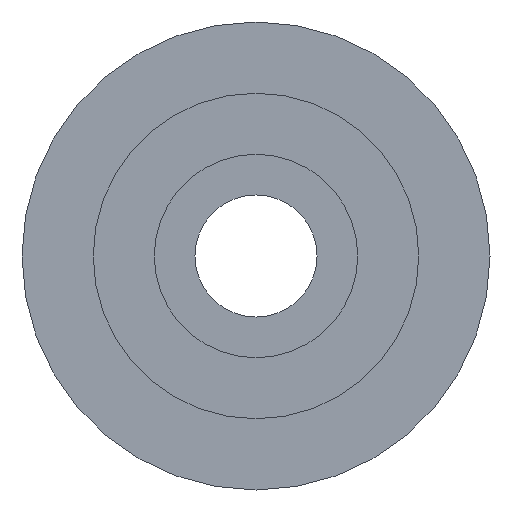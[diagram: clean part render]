
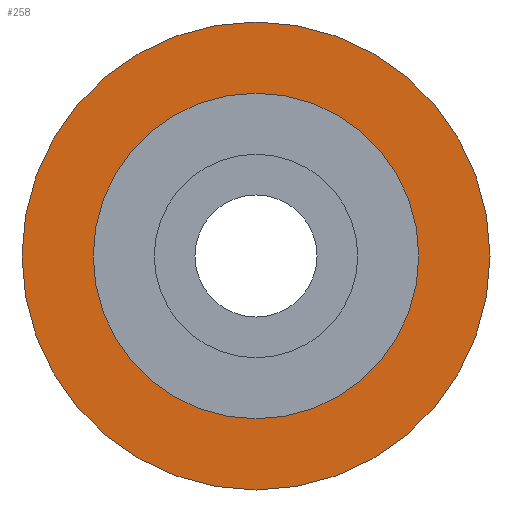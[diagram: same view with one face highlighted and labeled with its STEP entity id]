
A CAD part, front view. The second image highlights one B-rep face of the part: STEP entity #258.
In plain terms, the highlighted planar face has unit normal (0, -1, 0).
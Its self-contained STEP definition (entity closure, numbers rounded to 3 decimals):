
#7 = CARTESIAN_POINT ( 'NONE',  ( 0., 0., 0. ) ) ;
#12 = CARTESIAN_POINT ( 'NONE',  ( 0., 0., 5.75 ) ) ;
#40 = DIRECTION ( 'NONE',  ( 0., 0., -1. ) ) ;
#65 = CARTESIAN_POINT ( 'NONE',  ( 0., 0., -4. ) ) ;
#68 = ORIENTED_EDGE ( 'NONE', *, *, #630, .T. ) ;
#117 = CARTESIAN_POINT ( 'NONE',  ( 0., 0., 4. ) ) ;
#126 = CARTESIAN_POINT ( 'NONE',  ( 0., 0., 0. ) ) ;
#127 = CIRCLE ( 'NONE', #510, 4. ) ;
#134 = DIRECTION ( 'NONE',  ( 0., -1., 0. ) ) ;
#136 = CARTESIAN_POINT ( 'NONE',  ( 0., 0., 0. ) ) ;
#147 = VERTEX_POINT ( 'NONE', #117 ) ;
#166 = DIRECTION ( 'NONE',  ( 0., 0., -1. ) ) ;
#180 = VERTEX_POINT ( 'NONE', #65 ) ;
#182 = DIRECTION ( 'NONE',  ( 0., 0., -1. ) ) ;
#195 = EDGE_LOOP ( 'NONE', ( #68, #290 ) ) ;
#207 = EDGE_LOOP ( 'NONE', ( #314, #221 ) ) ;
#215 = FACE_BOUND ( 'NONE', #207, .T. ) ;
#221 = ORIENTED_EDGE ( 'NONE', *, *, #629, .F. ) ;
#243 = CARTESIAN_POINT ( 'NONE',  ( 0., 0., -5.75 ) ) ;
#258 = ADVANCED_FACE ( 'NONE', ( #301, #215 ), #428, .T. ) ;
#271 = CIRCLE ( 'NONE', #518, 5.75 ) ;
#290 = ORIENTED_EDGE ( 'NONE', *, *, #617, .T. ) ;
#298 = DIRECTION ( 'NONE',  ( 0., -1., 0. ) ) ;
#301 = FACE_OUTER_BOUND ( 'NONE', #195, .T. ) ;
#314 = ORIENTED_EDGE ( 'NONE', *, *, #618, .F. ) ;
#372 = CARTESIAN_POINT ( 'NONE',  ( 0., 0., 0. ) ) ;
#385 = DIRECTION ( 'NONE',  ( 0., -1., 0. ) ) ;
#386 = DIRECTION ( 'NONE',  ( 0., 0., -1. ) ) ;
#394 = VERTEX_POINT ( 'NONE', #243 ) ;
#416 = DIRECTION ( 'NONE',  ( 0., -1., 0. ) ) ;
#421 = DIRECTION ( 'NONE',  ( 0., 0., -1. ) ) ;
#427 = DIRECTION ( 'NONE',  ( 0., -1., 0. ) ) ;
#428 = PLANE ( 'NONE',  #557 ) ;
#452 = CIRCLE ( 'NONE', #509, 5.75 ) ;
#460 = CARTESIAN_POINT ( 'NONE',  ( 5.75, 0., 0. ) ) ;
#471 = CIRCLE ( 'NONE', #517, 4. ) ;
#509 = AXIS2_PLACEMENT_3D ( 'NONE', #372, #134, #421 ) ;
#510 = AXIS2_PLACEMENT_3D ( 'NONE', #7, #298, #40 ) ;
#517 = AXIS2_PLACEMENT_3D ( 'NONE', #126, #416, #166 ) ;
#518 = AXIS2_PLACEMENT_3D ( 'NONE', #136, #427, #182 ) ;
#557 = AXIS2_PLACEMENT_3D ( 'NONE', #460, #385, #386 ) ;
#574 = VERTEX_POINT ( 'NONE', #12 ) ;
#617 = EDGE_CURVE ( 'NONE', #574, #394, #271, .T. ) ;
#618 = EDGE_CURVE ( 'NONE', #180, #147, #471, .T. ) ;
#629 = EDGE_CURVE ( 'NONE', #147, #180, #127, .T. ) ;
#630 = EDGE_CURVE ( 'NONE', #394, #574, #452, .T. ) ;
